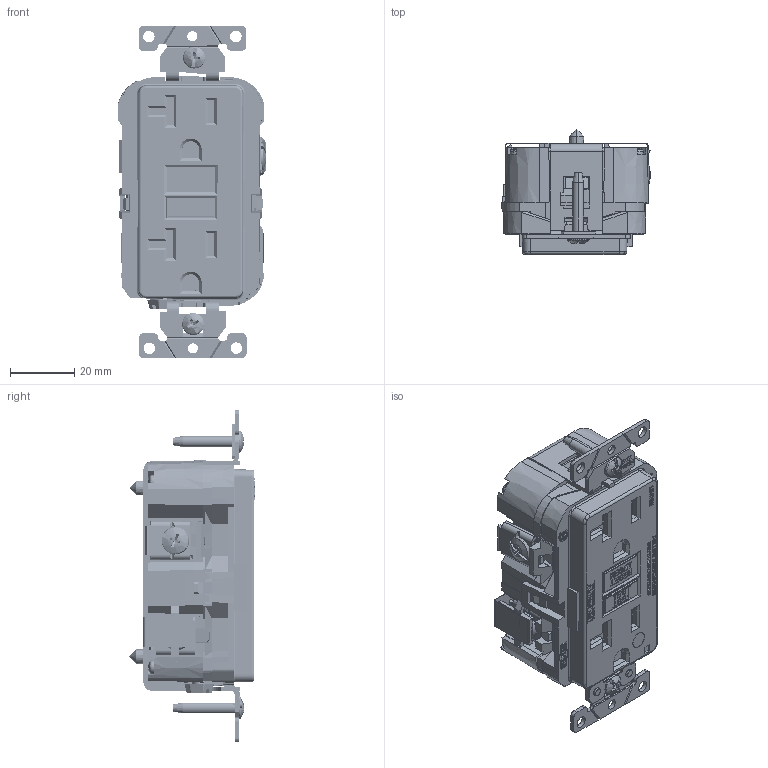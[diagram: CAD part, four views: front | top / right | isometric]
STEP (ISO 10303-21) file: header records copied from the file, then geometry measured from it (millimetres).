
FILE_DESCRIPTION (( 'STEP AP214' ), '1' );
FILE_NAME ('ORC6842-M01.STEP', '2025-09-15T20:12:24', ( '' ), ( '' ), 'SwSTEP 2.0', 'SolidWorks 2024', '' );
FILE_SCHEMA (( 'AUTOMOTIVE_DESIGN' ));
Length unit declared in the file: inch
Products named in the file (1): ORC6842-M01
Bounding box: 45.98 x 39.04 x 102.99 mm (x, y, z)
Volume: 81675.9 mm3; surface area: 38061.1 mm2
Topology: 12 solids, 48 shells, 7691 faces, 21286 edges, 14049 vertices
Faces by surface type: plane 5436, bspline 1517, cylinder 578, cone 138, torus 18, sphere 4
Entity records: 354505 total; most frequent: CARTESIAN_POINT 170037, ORIENTED_EDGE 42552, DIRECTION 30780, EDGE_CURVE 21276, LINE 15792, VECTOR 15792, VERTEX_POINT 14049, EDGE_LOOP 8207
